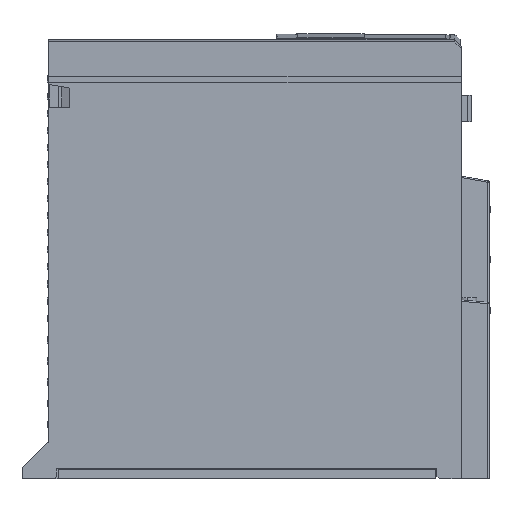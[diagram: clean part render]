
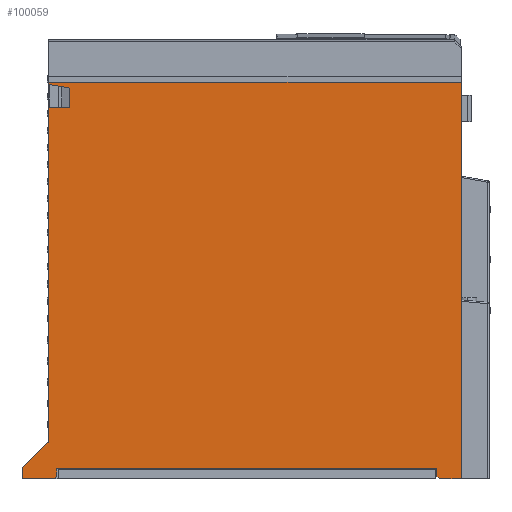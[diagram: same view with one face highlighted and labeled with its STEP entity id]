
A CAD part, left-side view. The second image highlights one B-rep face of the part: STEP entity #100059.
In plain terms, the highlighted planar face has unit normal (-1, 0, 0).
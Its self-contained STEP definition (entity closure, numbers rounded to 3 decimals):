
#390=DIRECTION('',(0.,0.,-1.));
#391=VECTOR('',#390,149.5);
#392=CARTESIAN_POINT('',(-50.4,-9.9,13.5));
#393=LINE('',#392,#391);
#14708=DIRECTION('',(0.,-1.,0.));
#14709=VECTOR('',#14708,8.2);
#14710=CARTESIAN_POINT('',(-50.4,-1.7,-136.));
#14711=LINE('',#14710,#14709);
#14915=DIRECTION('',(0.,-1.,0.));
#14916=VECTOR('',#14915,12.1);
#14917=CARTESIAN_POINT('',(-50.4,155.6,-136.));
#14918=LINE('',#14917,#14916);
#24220=DIRECTION('',(0.,-0.707,0.707));
#24221=VECTOR('',#24220,1.414);
#24222=CARTESIAN_POINT('',(-50.4,143.5,-136.));
#24223=LINE('',#24222,#24221);
#24227=DIRECTION('',(0.,0.,-1.));
#24228=VECTOR('',#24227,4.5);
#24229=CARTESIAN_POINT('',(-50.4,155.6,-131.5));
#24230=LINE('',#24229,#24228);
#24234=DIRECTION('',(0.,0.718,-0.696));
#24235=VECTOR('',#24234,13.225);
#24236=CARTESIAN_POINT('',(-50.4,146.1,-122.3));
#24237=LINE('',#24236,#24235);
#24241=DIRECTION('',(0.,1.,0.));
#24242=VECTOR('',#24241,0.5);
#24243=CARTESIAN_POINT('',(-50.4,145.6,-122.3));
#24244=LINE('',#24243,#24242);
#24248=DIRECTION('',(0.,0.,-1.));
#24249=VECTOR('',#24248,126.3);
#24250=CARTESIAN_POINT('',(-50.4,145.6,4.));
#24251=LINE('',#24250,#24249);
#24255=DIRECTION('',(0.,-1.,0.));
#24256=VECTOR('',#24255,8.);
#24257=CARTESIAN_POINT('',(-50.4,145.6,4.));
#24258=LINE('',#24257,#24256);
#24262=DIRECTION('',(0.,0.,1.));
#24263=VECTOR('',#24262,7.259);
#24264=CARTESIAN_POINT('',(-50.4,137.6,4.));
#24265=LINE('',#24264,#24263);
#24269=DIRECTION('',(0.,-0.985,-0.174));
#24270=VECTOR('',#24269,8.123);
#24271=CARTESIAN_POINT('',(-50.4,145.6,12.67));
#24272=LINE('',#24271,#24270);
#24276=DIRECTION('',(0.,0.,-1.));
#24277=VECTOR('',#24276,0.83);
#24278=CARTESIAN_POINT('',(-50.4,145.6,13.5));
#24279=LINE('',#24278,#24277);
#24283=DIRECTION('',(0.,-0.707,-0.707));
#24284=VECTOR('',#24283,1.414);
#24285=CARTESIAN_POINT('',(-50.4,-0.7,-135.));
#24286=LINE('',#24285,#24284);
#24290=DIRECTION('',(0.,0.,1.));
#24291=VECTOR('',#24290,2.8);
#24292=CARTESIAN_POINT('',(-50.4,-0.7,-135.));
#24293=LINE('',#24292,#24291);
#24297=DIRECTION('',(0.,-1.,0.));
#24298=VECTOR('',#24297,143.2);
#24299=CARTESIAN_POINT('',(-50.4,142.5,-132.2));
#24300=LINE('',#24299,#24298);
#24304=DIRECTION('',(0.,0.,1.));
#24305=VECTOR('',#24304,2.8);
#24306=CARTESIAN_POINT('',(-50.4,142.5,-135.));
#24307=LINE('',#24306,#24305);
#50942=DIRECTION('',(0.,1.,0.));
#50943=VECTOR('',#50942,155.5);
#50944=CARTESIAN_POINT('',(-50.4,-9.9,13.5));
#50945=LINE('',#50944,#50943);
#74071=CARTESIAN_POINT('',(-50.4,155.6,-136.));
#74073=VERTEX_POINT('',#74071);
#74141=CARTESIAN_POINT('',(-50.4,145.6,13.5));
#74142=VERTEX_POINT('',#74141);
#74149=CARTESIAN_POINT('',(-50.4,-9.9,13.5));
#74150=VERTEX_POINT('',#74149);
#74151=CARTESIAN_POINT('',(-50.4,-9.9,-136.));
#74152=VERTEX_POINT('',#74151);
#75149=CARTESIAN_POINT('',(-50.4,145.6,4.));
#75150=CARTESIAN_POINT('',(-50.4,137.6,4.));
#75151=VERTEX_POINT('',#75149);
#75152=VERTEX_POINT('',#75150);
#77769=CARTESIAN_POINT('',(-50.4,145.6,12.67));
#77770=VERTEX_POINT('',#77769);
#77773=CARTESIAN_POINT('',(-50.4,137.6,11.259));
#77774=VERTEX_POINT('',#77773);
#79203=CARTESIAN_POINT('',(-50.4,142.5,-132.2));
#79204=CARTESIAN_POINT('',(-50.4,-0.7,-132.2));
#79205=VERTEX_POINT('',#79203);
#79206=VERTEX_POINT('',#79204);
#79335=CARTESIAN_POINT('',(-50.4,155.6,-131.5));
#79336=VERTEX_POINT('',#79335);
#79337=CARTESIAN_POINT('',(-50.4,145.6,-122.3));
#79338=VERTEX_POINT('',#79337);
#79345=CARTESIAN_POINT('',(-50.4,146.1,-122.3));
#79346=VERTEX_POINT('',#79345);
#79813=CARTESIAN_POINT('',(-50.4,143.5,-136.));
#79814=CARTESIAN_POINT('',(-50.4,142.5,-135.));
#79815=VERTEX_POINT('',#79813);
#79816=VERTEX_POINT('',#79814);
#79825=CARTESIAN_POINT('',(-50.4,-0.7,-135.));
#79826=VERTEX_POINT('',#79825);
#79827=CARTESIAN_POINT('',(-50.4,-1.7,-136.));
#79828=VERTEX_POINT('',#79827);
#100024=CARTESIAN_POINT('',(-50.4,155.6,-136.));
#100025=DIRECTION('',(1.,0.,0.));
#100026=DIRECTION('',(0.,-1.,0.));
#100027=AXIS2_PLACEMENT_3D('',#100024,#100025,#100026);
#100028=PLANE('',#100027);
#100030=ORIENTED_EDGE('',*,*,#100029,.F.);
#100031=ORIENTED_EDGE('',*,*,#94325,.F.);
#100033=ORIENTED_EDGE('',*,*,#100032,.F.);
#100035=ORIENTED_EDGE('',*,*,#100034,.F.);
#100036=ORIENTED_EDGE('',*,*,#99982,.F.);
#100037=ORIENTED_EDGE('',*,*,#98371,.F.);
#100039=ORIENTED_EDGE('',*,*,#100038,.T.);
#100041=ORIENTED_EDGE('',*,*,#100040,.T.);
#100043=ORIENTED_EDGE('',*,*,#100042,.F.);
#100044=ORIENTED_EDGE('',*,*,#98363,.F.);
#100046=ORIENTED_EDGE('',*,*,#100045,.F.);
#100047=ORIENTED_EDGE('',*,*,#86002,.T.);
#100048=ORIENTED_EDGE('',*,*,#94239,.F.);
#100050=ORIENTED_EDGE('',*,*,#100049,.F.);
#100052=ORIENTED_EDGE('',*,*,#100051,.T.);
#100054=ORIENTED_EDGE('',*,*,#100053,.F.);
#100056=ORIENTED_EDGE('',*,*,#100055,.F.);
#100057=EDGE_LOOP('',(#100030,#100031,#100033,#100035,#100036,#100037,#100039,
#100041,#100043,#100044,#100046,#100047,#100048,#100050,#100052,#100054,
#100056));
#100058=FACE_OUTER_BOUND('',#100057,.F.);
#100059=ADVANCED_FACE('',(#100058),#100028,.F.);
#86002=EDGE_CURVE('',#74150,#74152,#393,.T.);
#94239=EDGE_CURVE('',#79828,#74152,#14711,.T.);
#94325=EDGE_CURVE('',#74073,#79815,#14918,.T.);
#98363=EDGE_CURVE('',#74142,#77770,#24279,.T.);
#98371=EDGE_CURVE('',#75151,#79338,#24251,.T.);
#99982=EDGE_CURVE('',#79338,#79346,#24244,.T.);
#100029=EDGE_CURVE('',#79815,#79816,#24223,.T.);
#100032=EDGE_CURVE('',#79336,#74073,#24230,.T.);
#100034=EDGE_CURVE('',#79346,#79336,#24237,.T.);
#100038=EDGE_CURVE('',#75151,#75152,#24258,.T.);
#100040=EDGE_CURVE('',#75152,#77774,#24265,.T.);
#100042=EDGE_CURVE('',#77770,#77774,#24272,.T.);
#100045=EDGE_CURVE('',#74150,#74142,#50945,.T.);
#100049=EDGE_CURVE('',#79826,#79828,#24286,.T.);
#100051=EDGE_CURVE('',#79826,#79206,#24293,.T.);
#100053=EDGE_CURVE('',#79205,#79206,#24300,.T.);
#100055=EDGE_CURVE('',#79816,#79205,#24307,.T.);
